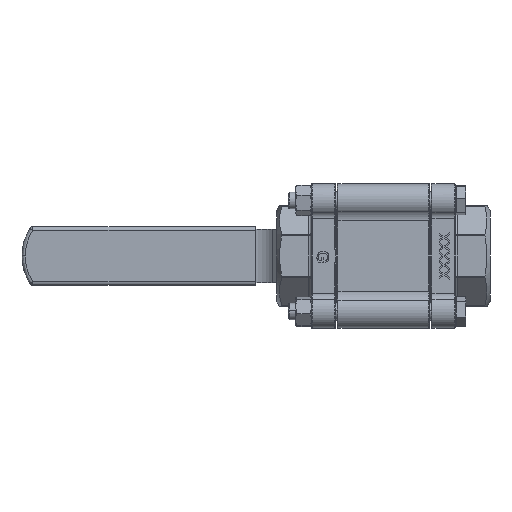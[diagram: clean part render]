
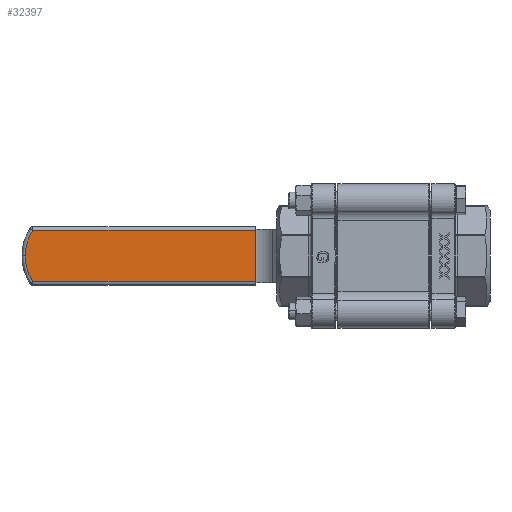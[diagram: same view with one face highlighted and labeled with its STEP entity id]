
A CAD part, front view. The second image highlights one B-rep face of the part: STEP entity #32397.
In plain terms, the highlighted planar face has unit normal (0, -1, 0).
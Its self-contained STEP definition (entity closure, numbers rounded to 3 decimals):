
#2090 = EDGE_CURVE ( 'NONE', #40301, #31854, #33711, .T. ) ;
#4923 = CARTESIAN_POINT ( 'NONE',  ( -212.995, 120.005, 10.811 ) ) ;
#5510 = DIRECTION ( 'NONE',  ( 1., 0., 0. ) ) ;
#6729 = CARTESIAN_POINT ( 'NONE',  ( -185., 120.005, 0. ) ) ;
#9441 = ORIENTED_EDGE ( 'NONE', *, *, #46709, .F. ) ;
#9625 = DIRECTION ( 'NONE',  ( 0., 0., -1. ) ) ;
#10096 = ORIENTED_EDGE ( 'NONE', *, *, #45856, .F. ) ;
#13331 = DIRECTION ( 'NONE',  ( -1., 0., 0. ) ) ;
#14394 = CARTESIAN_POINT ( 'NONE',  ( -212.995, 120.005, -10.811 ) ) ;
#16113 = AXIS2_PLACEMENT_3D ( 'NONE', #6729, #52870, #13331 ) ;
#25080 = VERTEX_POINT ( 'NONE', #42034 ) ;
#27444 = CARTESIAN_POINT ( 'NONE',  ( -185., 120.005, -15.5 ) ) ;
#27683 = CARTESIAN_POINT ( 'NONE',  ( -214.5, 120.005, -5.51 ) ) ;
#31854 = VERTEX_POINT ( 'NONE', #83316 ) ;
#32397 = ADVANCED_FACE ( 'NONE', ( #44534 ), #32654, .F. ) ;
#32654 = PLANE ( 'NONE',  #16113 ) ;
#33573 = ORIENTED_EDGE ( 'NONE', *, *, #81252, .F. ) ;
#33711 = LINE ( 'NONE', #75435, #66771 ) ;
#33772 = DIRECTION ( 'NONE',  ( -1., 0., 0. ) ) ;
#36490 =( BOUNDED_CURVE ( )  B_SPLINE_CURVE ( 3, ( #37831, #77351, #4923, #51038 ),
 .UNSPECIFIED., .F., .F. ) 
 B_SPLINE_CURVE_WITH_KNOTS ( ( 4, 4 ),
 ( 0.5, 1. ),
 .UNSPECIFIED. ) 
 CURVE ( )  GEOMETRIC_REPRESENTATION_ITEM ( )  RATIONAL_B_SPLINE_CURVE ( ( 1., 0.975, 0.975, 1. ) ) 
 REPRESENTATION_ITEM ( '' )  );
#37831 = CARTESIAN_POINT ( 'NONE',  ( -214.5, 120.005, 0. ) ) ;
#40301 = VERTEX_POINT ( 'NONE', #63325 ) ;
#40891 = EDGE_CURVE ( 'NONE', #69032, #40301, #74151, .T. ) ;
#42034 = CARTESIAN_POINT ( 'NONE',  ( -214.5, 120.005, 0. ) ) ;
#44534 = FACE_OUTER_BOUND ( 'NONE', #79355, .T. ) ;
#45856 = EDGE_CURVE ( 'NONE', #77348, #25080, #75376, .T. ) ;
#46709 = EDGE_CURVE ( 'NONE', #31854, #77348, #47452, .T. ) ;
#46895 = CARTESIAN_POINT ( 'NONE',  ( -210.1, 120.005, 15.5 ) ) ;
#47452 = LINE ( 'NONE', #27444, #82545 ) ;
#51038 = CARTESIAN_POINT ( 'NONE',  ( -210.1, 120.005, 15.5 ) ) ;
#51652 = CARTESIAN_POINT ( 'NONE',  ( -185., 120.005, 15.5 ) ) ;
#52870 = DIRECTION ( 'NONE',  ( 0., 1., 0. ) ) ;
#53924 = ORIENTED_EDGE ( 'NONE', *, *, #40891, .F. ) ;
#60566 = CARTESIAN_POINT ( 'NONE',  ( -210.1, 120.005, -15.5 ) ) ;
#63325 = CARTESIAN_POINT ( 'NONE',  ( -76.5, 120.005, 15.5 ) ) ;
#66736 = CARTESIAN_POINT ( 'NONE',  ( -210.1, 120.005, -15.5 ) ) ;
#66771 = VECTOR ( 'NONE', #9625, 1000. ) ;
#69032 = VERTEX_POINT ( 'NONE', #46895 ) ;
#73877 = CARTESIAN_POINT ( 'NONE',  ( -214.5, 120.005, 0. ) ) ;
#74151 = LINE ( 'NONE', #51652, #82383 ) ;
#75376 =( BOUNDED_CURVE ( )  B_SPLINE_CURVE ( 3, ( #60566, #14394, #27683, #73877 ),
 .UNSPECIFIED., .F., .F. ) 
 B_SPLINE_CURVE_WITH_KNOTS ( ( 4, 4 ),
 ( 0., 0.5 ),
 .UNSPECIFIED. ) 
 CURVE ( )  GEOMETRIC_REPRESENTATION_ITEM ( )  RATIONAL_B_SPLINE_CURVE ( ( 1., 0.975, 0.975, 1. ) ) 
 REPRESENTATION_ITEM ( '' )  );
#75435 = CARTESIAN_POINT ( 'NONE',  ( -76.5, 120.005, -17.5 ) ) ;
#77348 = VERTEX_POINT ( 'NONE', #66736 ) ;
#77351 = CARTESIAN_POINT ( 'NONE',  ( -214.5, 120.005, 5.51 ) ) ;
#78811 = ORIENTED_EDGE ( 'NONE', *, *, #2090, .F. ) ;
#79355 = EDGE_LOOP ( 'NONE', ( #53924, #33573, #10096, #9441, #78811 ) ) ;
#81252 = EDGE_CURVE ( 'NONE', #25080, #69032, #36490, .T. ) ;
#82383 = VECTOR ( 'NONE', #5510, 1000. ) ;
#82545 = VECTOR ( 'NONE', #33772, 1000. ) ;
#83316 = CARTESIAN_POINT ( 'NONE',  ( -76.5, 120.005, -15.5 ) ) ;
